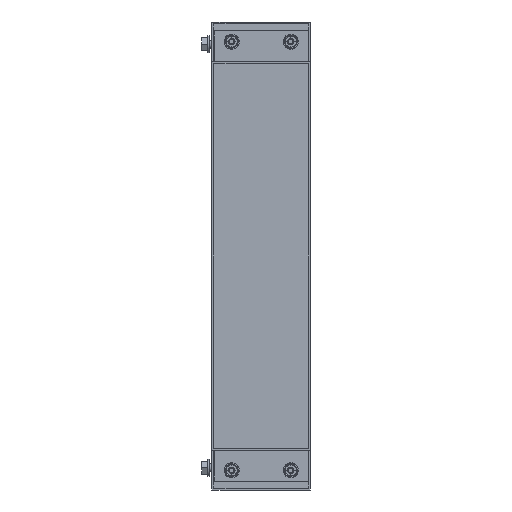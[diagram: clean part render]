
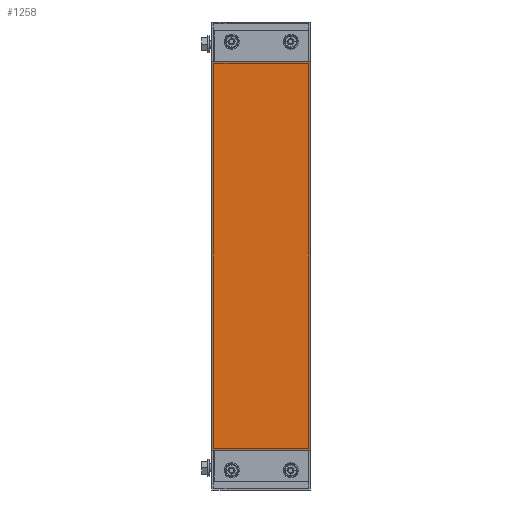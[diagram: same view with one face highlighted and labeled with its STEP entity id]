
A CAD part, left-side view. The second image highlights one B-rep face of the part: STEP entity #1258.
In plain terms, the highlighted planar face has unit normal (-1, 0, 0).
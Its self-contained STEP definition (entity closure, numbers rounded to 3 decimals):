
#215 = CARTESIAN_POINT ( 'NONE',  ( 0., 0., 40.4 ) ) ;
#411 = FACE_OUTER_BOUND ( 'NONE', #3268, .T. ) ;
#878 = LINE ( 'NONE', #1681, #8074 ) ;
#1077 = VECTOR ( 'NONE', #8160, 1000. ) ;
#1110 = CARTESIAN_POINT ( 'NONE',  ( 0., 0., 434.6 ) ) ;
#1158 = ORIENTED_EDGE ( 'NONE', *, *, #4464, .T. ) ;
#1214 = CARTESIAN_POINT ( 'NONE',  ( 0., -100., 40.4 ) ) ;
#1245 = AXIS2_PLACEMENT_3D ( 'NONE', #6519, #2175, #5146 ) ;
#1258 = ADVANCED_FACE ( 'NONE', ( #411 ), #3448, .T. ) ;
#1477 = VERTEX_POINT ( 'NONE', #1887 ) ;
#1681 = CARTESIAN_POINT ( 'NONE',  ( 0., -100., 40.4 ) ) ;
#1887 = CARTESIAN_POINT ( 'NONE',  ( 0., -100., 434.6 ) ) ;
#2175 = DIRECTION ( 'NONE',  ( -1., 0., 0. ) ) ;
#3268 = EDGE_LOOP ( 'NONE', ( #7456, #4237, #1158, #3992 ) ) ;
#3448 = PLANE ( 'NONE',  #1245 ) ;
#3971 = VERTEX_POINT ( 'NONE', #6432 ) ;
#3992 = ORIENTED_EDGE ( 'NONE', *, *, #4793, .T. ) ;
#4237 = ORIENTED_EDGE ( 'NONE', *, *, #8179, .T. ) ;
#4464 = EDGE_CURVE ( 'NONE', #1477, #3971, #6520, .T. ) ;
#4793 = EDGE_CURVE ( 'NONE', #3971, #7120, #4985, .T. ) ;
#4985 = LINE ( 'NONE', #5083, #1077 ) ;
#5083 = CARTESIAN_POINT ( 'NONE',  ( 0., 0., 40.4 ) ) ;
#5146 = DIRECTION ( 'NONE',  ( 0., 0., 1. ) ) ;
#6432 = CARTESIAN_POINT ( 'NONE',  ( 0., 0., 434.6 ) ) ;
#6519 = CARTESIAN_POINT ( 'NONE',  ( 0., 0., 0. ) ) ;
#6520 = LINE ( 'NONE', #1110, #7672 ) ;
#6746 = DIRECTION ( 'NONE',  ( 0., 1., 0. ) ) ;
#6957 = LINE ( 'NONE', #9110, #7492 ) ;
#7120 = VERTEX_POINT ( 'NONE', #215 ) ;
#7273 = VERTEX_POINT ( 'NONE', #1214 ) ;
#7456 = ORIENTED_EDGE ( 'NONE', *, *, #7792, .T. ) ;
#7492 = VECTOR ( 'NONE', #9905, 1000. ) ;
#7672 = VECTOR ( 'NONE', #6746, 1000. ) ;
#7792 = EDGE_CURVE ( 'NONE', #7120, #7273, #6957, .T. ) ;
#8074 = VECTOR ( 'NONE', #8580, 1000. ) ;
#8160 = DIRECTION ( 'NONE',  ( 0., 0., -1. ) ) ;
#8179 = EDGE_CURVE ( 'NONE', #7273, #1477, #878, .T. ) ;
#8580 = DIRECTION ( 'NONE',  ( 0., 0., 1. ) ) ;
#9110 = CARTESIAN_POINT ( 'NONE',  ( 0., 0., 40.4 ) ) ;
#9905 = DIRECTION ( 'NONE',  ( 0., -1., 0. ) ) ;
